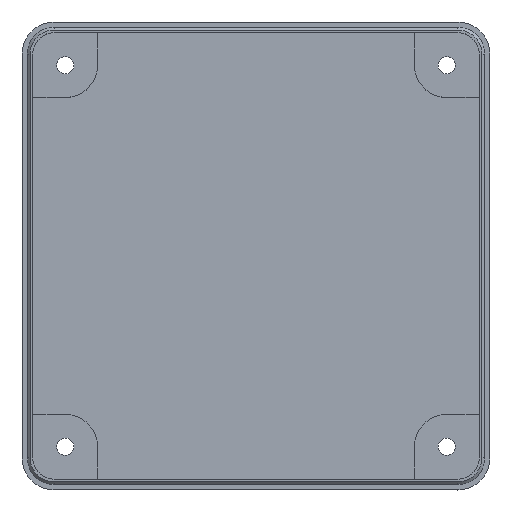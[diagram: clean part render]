
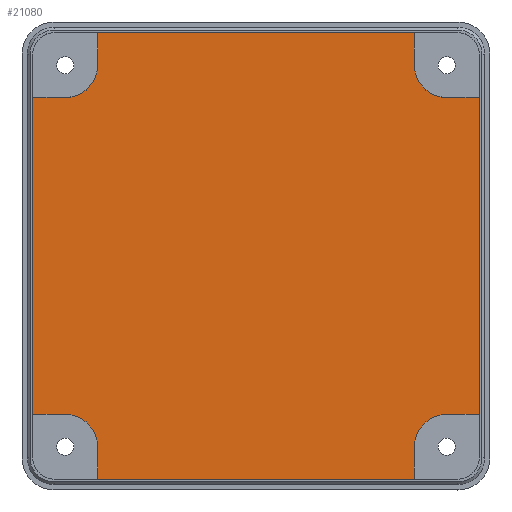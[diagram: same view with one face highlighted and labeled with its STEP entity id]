
A CAD part, top view. The second image highlights one B-rep face of the part: STEP entity #21080.
In plain terms, the highlighted planar face has unit normal (0, 0, 1).
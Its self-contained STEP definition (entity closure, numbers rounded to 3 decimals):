
#1929=CIRCLE('',#22323,6.);
#1933=CIRCLE('',#22334,6.);
#1937=CIRCLE('',#22341,6.);
#1938=CIRCLE('',#22342,6.);
#2025=FACE_OUTER_BOUND('',#3288,.T.);
#3288=EDGE_LOOP('',(#15065,#15066,#15067,#15068,#15069,#15070,#15071,#15072,
#15073,#15074,#15075,#15076,#15077,#15078,#15079,#15080));
#4898=LINE('',#30064,#6933);
#4901=LINE('',#30070,#6936);
#4908=LINE('',#30087,#6943);
#4912=LINE('',#30096,#6947);
#4917=LINE('',#30110,#6952);
#4922=LINE('',#30123,#6957);
#4923=LINE('',#30125,#6958);
#4924=LINE('',#30127,#6959);
#4925=LINE('',#30131,#6960);
#4926=LINE('',#30133,#6961);
#4927=LINE('',#30135,#6962);
#4928=LINE('',#30138,#6963);
#6933=VECTOR('',#23589,10.);
#6936=VECTOR('',#23594,10.);
#6943=VECTOR('',#23611,10.);
#6947=VECTOR('',#23617,10.);
#6952=VECTOR('',#23630,10.);
#6957=VECTOR('',#23643,10.);
#6958=VECTOR('',#23644,10.);
#6959=VECTOR('',#23645,10.);
#6960=VECTOR('',#23648,10.);
#6961=VECTOR('',#23649,10.);
#6962=VECTOR('',#23650,10.);
#6963=VECTOR('',#23653,10.);
#9424=VERTEX_POINT('',#30054);
#9425=VERTEX_POINT('',#30055);
#9428=VERTEX_POINT('',#30063);
#9430=VERTEX_POINT('',#30069);
#9435=VERTEX_POINT('',#30086);
#9438=VERTEX_POINT('',#30094);
#9439=VERTEX_POINT('',#30095);
#9442=VERTEX_POINT('',#30103);
#9444=VERTEX_POINT('',#30109);
#9449=VERTEX_POINT('',#30124);
#9450=VERTEX_POINT('',#30126);
#9451=VERTEX_POINT('',#30128);
#9452=VERTEX_POINT('',#30130);
#9453=VERTEX_POINT('',#30132);
#9454=VERTEX_POINT('',#30134);
#9455=VERTEX_POINT('',#30136);
#11638=EDGE_CURVE('',#9424,#9425,#1929,.T.);
#11642=EDGE_CURVE('',#9425,#9428,#4898,.T.);
#11645=EDGE_CURVE('',#9430,#9424,#4901,.T.);
#11654=EDGE_CURVE('',#9435,#9430,#4908,.T.);
#11658=EDGE_CURVE('',#9438,#9439,#4912,.T.);
#11662=EDGE_CURVE('',#9439,#9442,#1933,.T.);
#11665=EDGE_CURVE('',#9442,#9444,#4917,.T.);
#11672=EDGE_CURVE('',#9428,#9438,#4922,.T.);
#11673=EDGE_CURVE('',#9444,#9449,#4923,.T.);
#11674=EDGE_CURVE('',#9449,#9450,#4924,.T.);
#11675=EDGE_CURVE('',#9450,#9451,#1937,.T.);
#11676=EDGE_CURVE('',#9451,#9452,#4925,.T.);
#11677=EDGE_CURVE('',#9452,#9453,#4926,.T.);
#11678=EDGE_CURVE('',#9453,#9454,#4927,.T.);
#11679=EDGE_CURVE('',#9454,#9455,#1938,.T.);
#11680=EDGE_CURVE('',#9455,#9435,#4928,.T.);
#15065=ORIENTED_EDGE('',*,*,#11642,.T.);
#15066=ORIENTED_EDGE('',*,*,#11672,.T.);
#15067=ORIENTED_EDGE('',*,*,#11658,.T.);
#15068=ORIENTED_EDGE('',*,*,#11662,.T.);
#15069=ORIENTED_EDGE('',*,*,#11665,.T.);
#15070=ORIENTED_EDGE('',*,*,#11673,.T.);
#15071=ORIENTED_EDGE('',*,*,#11674,.T.);
#15072=ORIENTED_EDGE('',*,*,#11675,.T.);
#15073=ORIENTED_EDGE('',*,*,#11676,.T.);
#15074=ORIENTED_EDGE('',*,*,#11677,.T.);
#15075=ORIENTED_EDGE('',*,*,#11678,.T.);
#15076=ORIENTED_EDGE('',*,*,#11679,.T.);
#15077=ORIENTED_EDGE('',*,*,#11680,.T.);
#15078=ORIENTED_EDGE('',*,*,#11654,.T.);
#15079=ORIENTED_EDGE('',*,*,#11645,.T.);
#15080=ORIENTED_EDGE('',*,*,#11638,.T.);
#20482=PLANE('',#22340);
#21080=ADVANCED_FACE('',(#2025),#20482,.T.);
#22323=AXIS2_PLACEMENT_3D('',#30056,#23581,#23582);
#22334=AXIS2_PLACEMENT_3D('',#30104,#23623,#23624);
#22340=AXIS2_PLACEMENT_3D('',#30122,#23641,#23642);
#22341=AXIS2_PLACEMENT_3D('',#30129,#23646,#23647);
#22342=AXIS2_PLACEMENT_3D('',#30137,#23651,#23652);
#23581=DIRECTION('center_axis',(0.,0.,
-1.));
#23582=DIRECTION('ref_axis',(-0.847,-0.532,0.));
#23589=DIRECTION('',(-1.,0.,0.));
#23594=DIRECTION('',(0.,-1.,0.));
#23611=DIRECTION('',(-1.,0.,0.));
#23617=DIRECTION('',(1.,0.,0.));
#23623=DIRECTION('center_axis',(0.,0.,
-1.));
#23624=DIRECTION('ref_axis',(0.532,-0.847,0.));
#23630=DIRECTION('',(0.,-1.,0.));
#23641=DIRECTION('center_axis',(0.,0.,
1.));
#23642=DIRECTION('ref_axis',(-1.,0.,0.));
#23643=DIRECTION('',(0.,-1.,0.));
#23644=DIRECTION('',(1.,0.,0.));
#23645=DIRECTION('',(0.,1.,0.));
#23646=DIRECTION('center_axis',(0.,0.,
-1.));
#23647=DIRECTION('ref_axis',(0.847,0.532,0.));
#23648=DIRECTION('',(1.,0.,0.));
#23649=DIRECTION('',(0.,1.,0.));
#23650=DIRECTION('',(-1.,0.,0.));
#23651=DIRECTION('center_axis',(0.,0.,
-1.));
#23652=DIRECTION('ref_axis',(-0.532,0.847,0.));
#23653=DIRECTION('',(0.,1.,0.));
#30054=CARTESIAN_POINT('',(125.605,58.837,-3.453));
#30055=CARTESIAN_POINT('',(119.605,52.837,-3.453));
#30056=CARTESIAN_POINT('Origin',(119.605,58.837,-3.453));
#30063=CARTESIAN_POINT('',(113.525,52.837,-3.453));
#30064=CARTESIAN_POINT('',(134.345,52.837,-3.453));
#30069=CARTESIAN_POINT('',(125.605,64.917,-3.453));
#30070=CARTESIAN_POINT('',(125.605,41.057,-3.453));
#30086=CARTESIAN_POINT('',(184.725,64.917,-3.453));
#30087=CARTESIAN_POINT('',(136.345,64.917,-3.453));
#30094=CARTESIAN_POINT('',(113.525,-6.283,-3.453));
#30095=CARTESIAN_POINT('',(119.605,-6.283,-3.453));
#30096=CARTESIAN_POINT('',(137.385,-6.283,-3.453));
#30103=CARTESIAN_POINT('',(125.605,-12.283,-3.453));
#30104=CARTESIAN_POINT('Origin',(119.605,-12.283,-3.453));
#30109=CARTESIAN_POINT('',(125.605,-18.363,-3.453));
#30110=CARTESIAN_POINT('',(125.605,2.457,-3.453));
#30122=CARTESIAN_POINT('Origin',(155.165,23.277,-3.453));
#30123=CARTESIAN_POINT('',(113.525,4.457,-3.453));
#30124=CARTESIAN_POINT('',(184.725,-18.363,-3.453));
#30125=CARTESIAN_POINT('',(173.985,-18.363,-3.453));
#30126=CARTESIAN_POINT('',(184.725,-12.283,-3.453));
#30127=CARTESIAN_POINT('',(184.725,5.497,-3.453));
#30128=CARTESIAN_POINT('',(190.725,-6.283,-3.453));
#30129=CARTESIAN_POINT('Origin',(190.725,-12.283,-3.453));
#30130=CARTESIAN_POINT('',(196.805,-6.283,-3.453));
#30131=CARTESIAN_POINT('',(175.985,-6.283,-3.453));
#30132=CARTESIAN_POINT('',(196.805,52.837,-3.453));
#30133=CARTESIAN_POINT('',(196.805,42.097,-3.453));
#30134=CARTESIAN_POINT('',(190.725,52.837,-3.453));
#30135=CARTESIAN_POINT('',(172.945,52.837,-3.453));
#30136=CARTESIAN_POINT('',(184.725,58.837,-3.453));
#30137=CARTESIAN_POINT('Origin',(190.725,58.837,-3.453));
#30138=CARTESIAN_POINT('',(184.725,44.097,-3.453));
